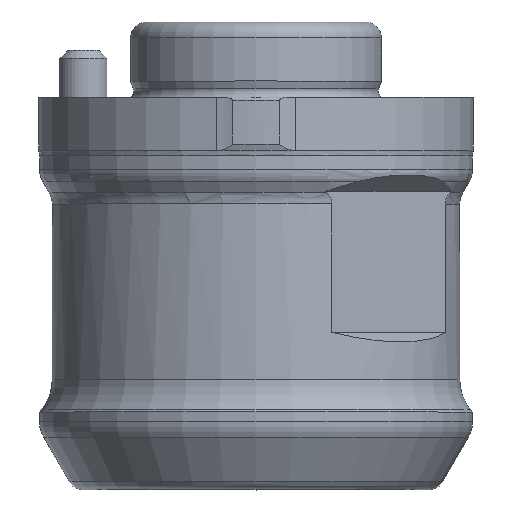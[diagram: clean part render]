
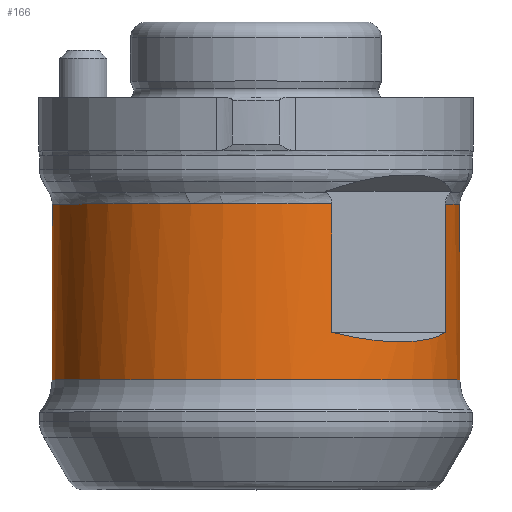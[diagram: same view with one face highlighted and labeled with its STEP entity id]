
A CAD part, top view. The second image highlights one B-rep face of the part: STEP entity #166.
In plain terms, the highlighted cylindrical face has radius 12.992 mm (diameter 25.985 mm), a full revolution.
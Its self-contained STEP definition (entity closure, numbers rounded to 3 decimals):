
#12 = CARTESIAN_POINT ( 'NONE',  ( -4.844, 11.199, -12.056 ) ) ;
#14 = ORIENTED_EDGE ( 'NONE', *, *, #151, .F. ) ;
#69 = CIRCLE ( 'NONE', #1983, 12.993 ) ;
#126 = EDGE_CURVE ( 'NONE', #1868, #1844, #1377, .T. ) ;
#151 = EDGE_CURVE ( 'NONE', #1105, #666, #2349, .T. ) ;
#160 = CIRCLE ( 'NONE', #209, 12.993 ) ;
#166 = ADVANCED_FACE ( 'NONE', ( #1866, #893 ), #1151, .T. ) ;
#170 = EDGE_LOOP ( 'NONE', ( #727, #2214, #577, #755, #549, #14, #1936, #2107 ) ) ;
#184 = VECTOR ( 'NONE', #317, 1000. ) ;
#189 = CARTESIAN_POINT ( 'NONE',  ( 8.177, 2.186, 10.717 ) ) ;
#209 = AXIS2_PLACEMENT_3D ( 'NONE', #787, #1155, #2106 ) ;
#311 = CARTESIAN_POINT ( 'NONE',  ( -4.844, 3., -12.056 ) ) ;
#317 = DIRECTION ( 'NONE',  ( 0., 1., 0. ) ) ;
#373 = DIRECTION ( 'NONE',  ( 0., 0., 1. ) ) ;
#407 = ORIENTED_EDGE ( 'NONE', *, *, #776, .T. ) ;
#432 = VECTOR ( 'NONE', #2121, 1000. ) ;
#435 = VERTEX_POINT ( 'NONE', #2336 ) ;
#436 = DIRECTION ( 'NONE',  ( 0., 1., 0. ) ) ;
#514 = VECTOR ( 'NONE', #1809, 1000. ) ;
#548 = DIRECTION ( 'NONE',  ( 0., 1., 0. ) ) ;
#549 = ORIENTED_EDGE ( 'NONE', *, *, #698, .F. ) ;
#577 = ORIENTED_EDGE ( 'NONE', *, *, #1904, .F. ) ;
#620 = DIRECTION ( 'NONE',  ( 0., 0., 1. ) ) ;
#666 = VERTEX_POINT ( 'NONE', #12 ) ;
#674 = LINE ( 'NONE', #686, #184 ) ;
#686 = CARTESIAN_POINT ( 'NONE',  ( -12.056, 33.562, -4.844 ) ) ;
#698 = EDGE_CURVE ( 'NONE', #666, #1868, #1772, .T. ) ;
#727 = ORIENTED_EDGE ( 'NONE', *, *, #2268, .F. ) ;
#755 = ORIENTED_EDGE ( 'NONE', *, *, #126, .F. ) ;
#776 = EDGE_CURVE ( 'NONE', #1383, #1383, #160, .T. ) ;
#787 = CARTESIAN_POINT ( 'NONE',  ( 0., 0., 0. ) ) ;
#846 = CARTESIAN_POINT ( 'NONE',  ( 12.056, 3., 4.844 ) ) ;
#868 = CARTESIAN_POINT ( 'NONE',  ( -12.056, 11.199, -4.844 ) ) ;
#893 = FACE_OUTER_BOUND ( 'NONE', #1189, .T. ) ;
#925 = VERTEX_POINT ( 'NONE', #846 ) ;
#969 = EDGE_CURVE ( 'NONE', #925, #1105, #1000, .T. ) ;
#974 = CARTESIAN_POINT ( 'NONE',  ( -4.844, 3., -12.056 ) ) ;
#980 = EDGE_CURVE ( 'NONE', #2380, #1755, #69, .T. ) ;
#1000 = LINE ( 'NONE', #1676, #514 ) ;
#1093 = CARTESIAN_POINT ( 'NONE',  ( 4.844, 3., 12.056 ) ) ;
#1105 = VERTEX_POINT ( 'NONE', #1918 ) ;
#1137 = CARTESIAN_POINT ( 'NONE',  ( -8.177, 2.186, -10.717 ) ) ;
#1151 = CYLINDRICAL_SURFACE ( 'NONE', #1294, 12.993 ) ;
#1155 = DIRECTION ( 'NONE',  ( 0., 1., 0. ) ) ;
#1165 = CARTESIAN_POINT ( 'NONE',  ( 0., 33.562, 0. ) ) ;
#1189 = EDGE_LOOP ( 'NONE', ( #407 ) ) ;
#1194 = EDGE_CURVE ( 'NONE', #435, #925, #1555, .T. ) ;
#1209 = CARTESIAN_POINT ( 'NONE',  ( 4.844, 33.562, 12.056 ) ) ;
#1294 = AXIS2_PLACEMENT_3D ( 'NONE', #1165, #436, #1938 ) ;
#1329 = CARTESIAN_POINT ( 'NONE',  ( -12.056, 3., -4.844 ) ) ;
#1345 = CARTESIAN_POINT ( 'NONE',  ( 0., 11.199, 0. ) ) ;
#1377 =( BOUNDED_CURVE ( )  B_SPLINE_CURVE ( 3, ( #974, #1137, #1719, #1329 ),
 .UNSPECIFIED., .F., .T. ) 
 B_SPLINE_CURVE_WITH_KNOTS ( ( 4, 4 ),
 ( 2.738, 3.545 ),
 .UNSPECIFIED. ) 
 CURVE ( )  GEOMETRIC_REPRESENTATION_ITEM ( )  RATIONAL_B_SPLINE_CURVE ( ( 1., 0.947, 0.947, 1. ) ) 
 REPRESENTATION_ITEM ( '' )  );
#1383 = VERTEX_POINT ( 'NONE', #2047 ) ;
#1486 = CARTESIAN_POINT ( 'NONE',  ( 10.717, 2.186, 8.177 ) ) ;
#1531 = CARTESIAN_POINT ( 'NONE',  ( -4.844, 33.562, -12.056 ) ) ;
#1555 =( BOUNDED_CURVE ( )  B_SPLINE_CURVE ( 3, ( #1093, #189, #1486, #2392 ),
 .UNSPECIFIED., .F., .F. ) 
 B_SPLINE_CURVE_WITH_KNOTS ( ( 4, 4 ),
 ( 2.738, 3.545 ),
 .UNSPECIFIED. ) 
 CURVE ( )  GEOMETRIC_REPRESENTATION_ITEM ( )  RATIONAL_B_SPLINE_CURVE ( ( 1., 0.947, 0.947, 1. ) ) 
 REPRESENTATION_ITEM ( '' )  );
#1561 = VECTOR ( 'NONE', #1956, 1000. ) ;
#1590 = CARTESIAN_POINT ( 'NONE',  ( 4.844, 11.199, 12.056 ) ) ;
#1676 = CARTESIAN_POINT ( 'NONE',  ( 12.056, 33.562, 4.844 ) ) ;
#1719 = CARTESIAN_POINT ( 'NONE',  ( -10.717, 2.186, -8.177 ) ) ;
#1730 = AXIS2_PLACEMENT_3D ( 'NONE', #1345, #2110, #620 ) ;
#1755 = VERTEX_POINT ( 'NONE', #1590 ) ;
#1772 = LINE ( 'NONE', #1531, #432 ) ;
#1809 = DIRECTION ( 'NONE',  ( 0., 1., 0. ) ) ;
#1844 = VERTEX_POINT ( 'NONE', #2338 ) ;
#1866 = FACE_OUTER_BOUND ( 'NONE', #170, .T. ) ;
#1868 = VERTEX_POINT ( 'NONE', #311 ) ;
#1904 = EDGE_CURVE ( 'NONE', #1844, #2380, #674, .T. ) ;
#1918 = CARTESIAN_POINT ( 'NONE',  ( 12.056, 11.199, 4.844 ) ) ;
#1936 = ORIENTED_EDGE ( 'NONE', *, *, #969, .F. ) ;
#1938 = DIRECTION ( 'NONE',  ( 0., 0., 1. ) ) ;
#1956 = DIRECTION ( 'NONE',  ( 0., -1., 0. ) ) ;
#1983 = AXIS2_PLACEMENT_3D ( 'NONE', #2217, #548, #373 ) ;
#2047 = CARTESIAN_POINT ( 'NONE',  ( 0., 0., 12.993 ) ) ;
#2106 = DIRECTION ( 'NONE',  ( 0., 0., 1. ) ) ;
#2107 = ORIENTED_EDGE ( 'NONE', *, *, #1194, .F. ) ;
#2110 = DIRECTION ( 'NONE',  ( 0., 1., 0. ) ) ;
#2121 = DIRECTION ( 'NONE',  ( 0., -1., 0. ) ) ;
#2148 = LINE ( 'NONE', #1209, #1561 ) ;
#2214 = ORIENTED_EDGE ( 'NONE', *, *, #980, .F. ) ;
#2217 = CARTESIAN_POINT ( 'NONE',  ( 0., 11.199, 0. ) ) ;
#2268 = EDGE_CURVE ( 'NONE', #1755, #435, #2148, .T. ) ;
#2336 = CARTESIAN_POINT ( 'NONE',  ( 4.844, 3., 12.056 ) ) ;
#2338 = CARTESIAN_POINT ( 'NONE',  ( -12.056, 3., -4.844 ) ) ;
#2349 = CIRCLE ( 'NONE', #1730, 12.993 ) ;
#2380 = VERTEX_POINT ( 'NONE', #868 ) ;
#2392 = CARTESIAN_POINT ( 'NONE',  ( 12.056, 3., 4.844 ) ) ;
